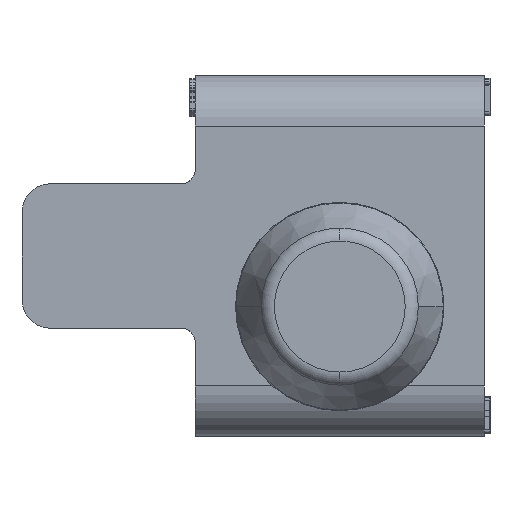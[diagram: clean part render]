
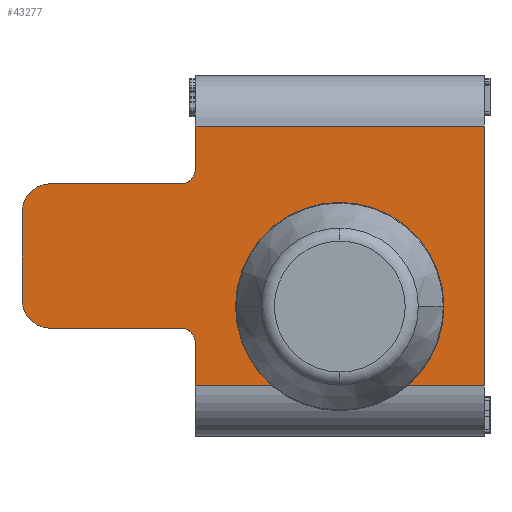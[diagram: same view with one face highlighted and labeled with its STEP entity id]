
A CAD part, left-side view. The second image highlights one B-rep face of the part: STEP entity #43277.
In plain terms, the highlighted planar face has unit normal (-1, 0, 0).
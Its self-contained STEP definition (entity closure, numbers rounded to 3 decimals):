
#443=CARTESIAN_POINT('',(-36.675,-2.5,-1.75));
#444=VERTEX_POINT('',#443);
#453=CARTESIAN_POINT('',(-36.675,2.5,-1.75));
#454=VERTEX_POINT('',#453);
#455=CARTESIAN_POINT('',(-36.675,0.,-1.75));
#456=DIRECTION('',(1.0,0.0,0.0));
#457=DIRECTION('',(0.0,-1.0,0.0));
#458=AXIS2_PLACEMENT_3D('',#455,#456,#457);
#459=CIRCLE('',#458,2.5);
#460=EDGE_CURVE('',#454,#444,#459,.T.);
#948=CARTESIAN_POINT('',(-36.675,10.707,2.207));
#949=VERTEX_POINT('',#948);
#958=CARTESIAN_POINT('',(-36.675,10.0,2.5));
#959=VERTEX_POINT('',#958);
#960=CARTESIAN_POINT('',(-36.675,10.0,1.5));
#961=DIRECTION('',(1.,0.0,0.0));
#962=DIRECTION('',(0.0,0.707,0.707));
#963=AXIS2_PLACEMENT_3D('',#960,#961,#962);
#964=CIRCLE('',#963,1.);
#965=EDGE_CURVE('',#949,#959,#964,.T.);
#990=CARTESIAN_POINT('',(-36.675,10.707,-2.207));
#991=VERTEX_POINT('',#990);
#1000=CARTESIAN_POINT('',(-36.675,11.0,-1.5));
#1001=VERTEX_POINT('',#1000);
#1002=CARTESIAN_POINT('',(-36.675,10.0,-1.5));
#1003=DIRECTION('',(1.,0.0,0.0));
#1004=DIRECTION('',(0.0,0.707,-0.707));
#1005=AXIS2_PLACEMENT_3D('',#1002,#1003,#1004);
#1006=CIRCLE('',#1005,1.);
#1007=EDGE_CURVE('',#991,#1001,#1006,.T.);
#1264=CARTESIAN_POINT('',(-36.675,5.146,-2.646));
#1265=VERTEX_POINT('',#1264);
#1272=CARTESIAN_POINT('',(-36.675,5.5,-2.5));
#1273=VERTEX_POINT('',#1272);
#1274=CARTESIAN_POINT('',(-36.675,5.5,-3.));
#1275=DIRECTION('',(-1.,0.0,0.0));
#1276=DIRECTION('',(0.0,-0.707,0.707));
#1277=AXIS2_PLACEMENT_3D('',#1274,#1275,#1276);
#1278=CIRCLE('',#1277,0.5);
#1279=EDGE_CURVE('',#1265,#1273,#1278,.T.);
#1296=CARTESIAN_POINT('',(-36.675,5.146,2.646));
#1297=VERTEX_POINT('',#1296);
#1305=CARTESIAN_POINT('',(-36.675,5.5,2.5));
#1306=VERTEX_POINT('',#1305);
#1313=CARTESIAN_POINT('',(-36.675,5.5,3.));
#1314=DIRECTION('',(-1.,0.0,0.0));
#1315=DIRECTION('',(0.0,-0.707,-0.707));
#1316=AXIS2_PLACEMENT_3D('',#1313,#1314,#1315);
#1317=CIRCLE('',#1316,0.5);
#1318=EDGE_CURVE('',#1306,#1297,#1317,.T.);
#42636=CARTESIAN_POINT('',(-36.675,5.0,3.));
#42637=VERTEX_POINT('',#42636);
#42638=CARTESIAN_POINT('',(-36.675,5.5,3.));
#42639=DIRECTION('',(-1.,0.0,0.0));
#42640=DIRECTION('',(0.0,-0.707,-0.707));
#42641=AXIS2_PLACEMENT_3D('',#42638,#42639,#42640);
#42642=CIRCLE('',#42641,0.5);
#42643=EDGE_CURVE('',#1297,#42637,#42642,.T.);
#42678=CARTESIAN_POINT('',(-36.675,5.0,-3.));
#42679=VERTEX_POINT('',#42678);
#42686=CARTESIAN_POINT('',(-36.675,5.5,-3.));
#42687=DIRECTION('',(-1.,0.0,0.0));
#42688=DIRECTION('',(0.0,-0.707,0.707));
#42689=AXIS2_PLACEMENT_3D('',#42686,#42687,#42688);
#42690=CIRCLE('',#42689,0.5);
#42691=EDGE_CURVE('',#42679,#1265,#42690,.T.);
#42726=CARTESIAN_POINT('',(-36.675,5.5,2.5));
#42727=DIRECTION('',(0.0,1.0,0.0));
#42728=VECTOR('',#42727,4.5);
#42729=LINE('',#42726,#42728);
#42730=EDGE_CURVE('',#1306,#959,#42729,.T.);
#42816=CARTESIAN_POINT('',(-36.675,5.0,-4.5));
#42817=VERTEX_POINT('',#42816);
#42825=CARTESIAN_POINT('',(-36.675,5.0,-3.));
#42826=DIRECTION('',(0.0,0.0,-1.0));
#42827=VECTOR('',#42826,1.5);
#42828=LINE('',#42825,#42827);
#42829=EDGE_CURVE('',#42679,#42817,#42828,.T.);
#42882=CARTESIAN_POINT('',(-36.675,10.0,-2.5));
#42883=VERTEX_POINT('',#42882);
#42884=CARTESIAN_POINT('',(-36.675,10.0,-2.5));
#42885=DIRECTION('',(0.0,-1.0,0.0));
#42886=VECTOR('',#42885,4.5);
#42887=LINE('',#42884,#42886);
#42888=EDGE_CURVE('',#42883,#1273,#42887,.T.);
#43178=CARTESIAN_POINT('',(-36.675,10.0,-1.5));
#43179=DIRECTION('',(1.,0.0,0.0));
#43180=DIRECTION('',(0.0,0.707,-0.707));
#43181=AXIS2_PLACEMENT_3D('',#43178,#43179,#43180);
#43182=CIRCLE('',#43181,1.);
#43183=EDGE_CURVE('',#42883,#991,#43182,.T.);
#43194=CARTESIAN_POINT('',(-36.675,11.0,1.5));
#43195=VERTEX_POINT('',#43194);
#43196=CARTESIAN_POINT('',(-36.675,11.0,1.5));
#43197=DIRECTION('',(0.0,0.0,-1.0));
#43198=VECTOR('',#43197,3.0);
#43199=LINE('',#43196,#43198);
#43200=EDGE_CURVE('',#43195,#1001,#43199,.T.);
#43212=CARTESIAN_POINT('',(-36.675,0.0,-9.));
#43213=DIRECTION('',(-1.0,0.0,0.0));
#43214=DIRECTION('',(0.0,0.0,1.0));
#43215=AXIS2_PLACEMENT_3D('',#43212,#43213,#43214);
#43216=PLANE('',#43215);
#43217=ORIENTED_EDGE('',*,*,#43183,.F.);
#43218=ORIENTED_EDGE('',*,*,#42888,.T.);
#43219=ORIENTED_EDGE('',*,*,#1279,.F.);
#43220=ORIENTED_EDGE('',*,*,#42691,.F.);
#43221=ORIENTED_EDGE('',*,*,#42829,.T.);
#43222=CARTESIAN_POINT('',(-36.675,-5.0,-4.5));
#43223=VERTEX_POINT('',#43222);
#43224=CARTESIAN_POINT('',(-36.675,-5.0,-4.5));
#43225=DIRECTION('',(0.0,1.0,0.0));
#43226=VECTOR('',#43225,10.0);
#43227=LINE('',#43224,#43226);
#43228=EDGE_CURVE('',#43223,#42817,#43227,.T.);
#43229=ORIENTED_EDGE('',*,*,#43228,.F.);
#43230=CARTESIAN_POINT('',(-36.675,-5.0,4.5));
#43231=VERTEX_POINT('',#43230);
#43232=CARTESIAN_POINT('',(-36.675,-5.0,-4.5));
#43233=DIRECTION('',(0.0,0.0,1.0));
#43234=VECTOR('',#43233,9.);
#43235=LINE('',#43232,#43234);
#43236=EDGE_CURVE('',#43223,#43231,#43235,.T.);
#43237=ORIENTED_EDGE('',*,*,#43236,.T.);
#43238=CARTESIAN_POINT('',(-36.675,5.0,4.5));
#43239=VERTEX_POINT('',#43238);
#43240=CARTESIAN_POINT('',(-36.675,-5.0,4.5));
#43241=DIRECTION('',(0.0,1.0,0.0));
#43242=VECTOR('',#43241,10.0);
#43243=LINE('',#43240,#43242);
#43244=EDGE_CURVE('',#43231,#43239,#43243,.T.);
#43245=ORIENTED_EDGE('',*,*,#43244,.T.);
#43246=CARTESIAN_POINT('',(-36.675,5.0,4.5));
#43247=DIRECTION('',(0.0,0.0,-1.0));
#43248=VECTOR('',#43247,1.5);
#43249=LINE('',#43246,#43248);
#43250=EDGE_CURVE('',#43239,#42637,#43249,.T.);
#43251=ORIENTED_EDGE('',*,*,#43250,.T.);
#43252=ORIENTED_EDGE('',*,*,#42643,.F.);
#43253=ORIENTED_EDGE('',*,*,#1318,.F.);
#43254=ORIENTED_EDGE('',*,*,#42730,.T.);
#43255=ORIENTED_EDGE('',*,*,#965,.F.);
#43256=CARTESIAN_POINT('',(-36.675,10.0,1.5));
#43257=DIRECTION('',(1.,0.0,0.0));
#43258=DIRECTION('',(0.0,0.707,0.707));
#43259=AXIS2_PLACEMENT_3D('',#43256,#43257,#43258);
#43260=CIRCLE('',#43259,1.);
#43261=EDGE_CURVE('',#43195,#949,#43260,.T.);
#43262=ORIENTED_EDGE('',*,*,#43261,.F.);
#43263=ORIENTED_EDGE('',*,*,#43200,.T.);
#43264=ORIENTED_EDGE('',*,*,#1007,.F.);
#43265=EDGE_LOOP('',(#43217,#43218,#43219,#43220,#43221,#43229,#43237,#43245,#43251,#43252,#43253,#43254,#43255,#43262,#43263,#43264));
#43266=FACE_OUTER_BOUND('',#43265,.T.);
#43267=CARTESIAN_POINT('',(-36.675,0.,-1.75));
#43268=DIRECTION('',(1.0,0.0,0.0));
#43269=DIRECTION('',(0.0,-1.0,0.0));
#43270=AXIS2_PLACEMENT_3D('',#43267,#43268,#43269);
#43271=CIRCLE('',#43270,2.5);
#43272=EDGE_CURVE('',#444,#454,#43271,.T.);
#43273=ORIENTED_EDGE('',*,*,#43272,.T.);
#43274=ORIENTED_EDGE('',*,*,#460,.T.);
#43275=EDGE_LOOP('',(#43273,#43274));
#43276=FACE_BOUND('',#43275,.T.);
#43277=ADVANCED_FACE('',(#43266,#43276),#43216,.T.);
